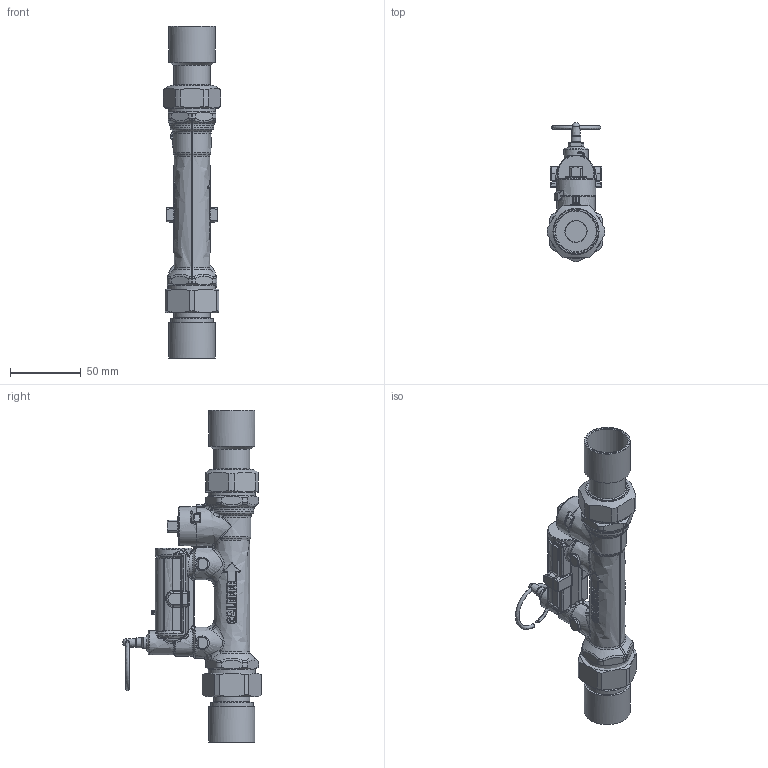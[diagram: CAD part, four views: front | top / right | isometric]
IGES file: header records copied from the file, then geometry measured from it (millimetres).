
Global section: file name: 132639AFC; native system: Autodesk Inventor 2024; preprocessor: unknown; author: ischreiner; date: 20250709.161840; units: centimetre
Bounding box: 40.64 x 97.94 x 233.88 mm (x, y, z)
Volume: 197886.5 mm3; surface area: 61606.3 mm2
Topology: 7 solids, 9 shells, 1813 faces, 4289 edges, 2443 vertices
Faces by surface type: bspline 1813
